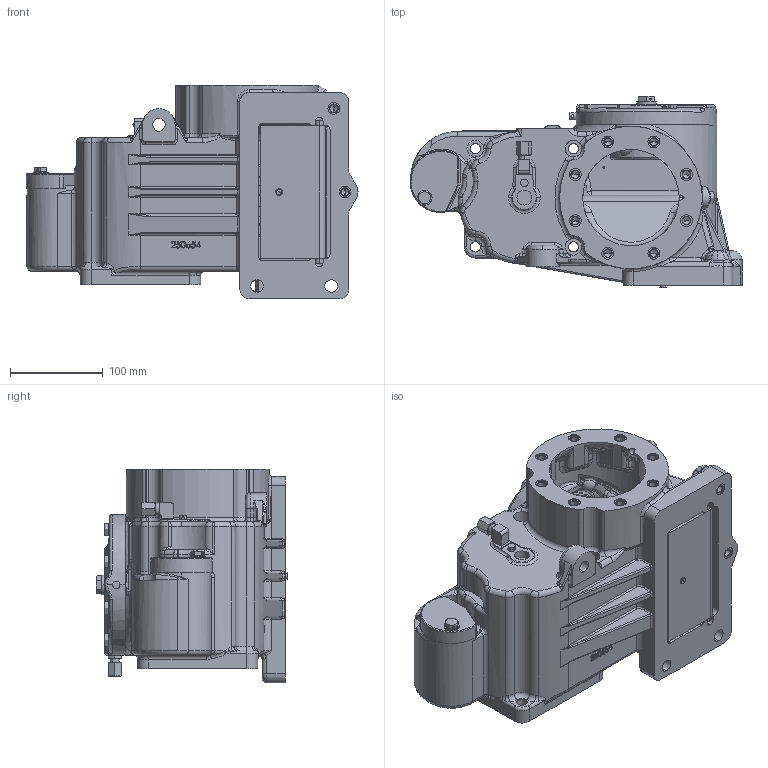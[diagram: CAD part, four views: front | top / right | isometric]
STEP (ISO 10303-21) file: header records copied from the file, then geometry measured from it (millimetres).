
FILE_DESCRIPTION (( 'STEP AP214' ), '1' );
FILE_NAME ('GVL80_250752.STEP', '2014-11-24T14:09:30', ( 'Admin2' ), ( '' ), 'SwSTEP 2.0', 'SolidWorks 2010', '' );
FILE_SCHEMA (( 'AUTOMOTIVE_DESIGN' ));
Length unit declared in the file: millimetre
Products named in the file (1): GVL80_250752
Bounding box: 358.5 x 206.6 x 231 mm (x, y, z)
Volume: 4018878 mm3; surface area: 768741.7 mm2
Topology: 50 solids, 50 shells, 3880 faces, 9603 edges, 5747 vertices
Faces by surface type: plane 1133, cylinder 971, bspline 861, cone 459, torus 410, sphere 46
Entity records: 203060 total; most frequent: CARTESIAN_POINT 74717, ORIENTED_EDGE 18730, DIRECTION 16367, EDGE_CURVE 9365, AXIS2_PLACEMENT_3D 6359, VERTEX_POINT 5737, EDGE_LOOP 4182, UNCERTAINTY_MEASURE_WITH_UNIT 3932
